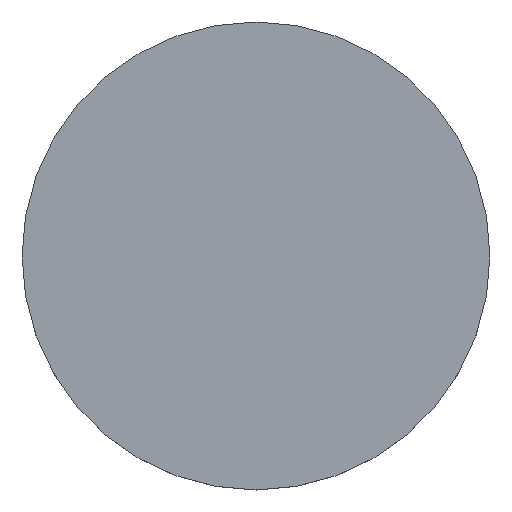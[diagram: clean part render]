
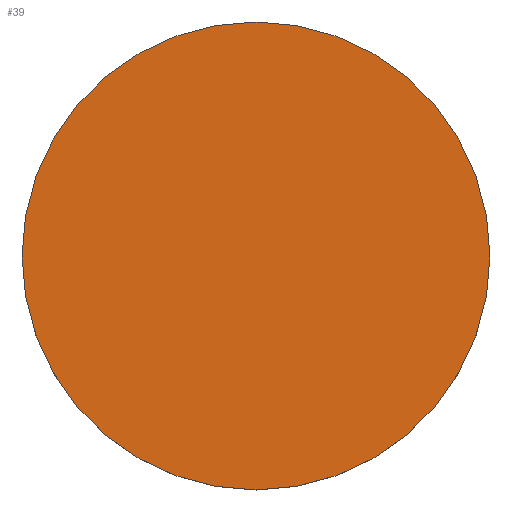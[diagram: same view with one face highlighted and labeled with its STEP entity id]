
A CAD part, top view. The second image highlights one B-rep face of the part: STEP entity #39.
In plain terms, the highlighted planar face has unit normal (0, 0, 1).
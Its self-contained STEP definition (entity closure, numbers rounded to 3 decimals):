
#2 = CARTESIAN_POINT ( 'NONE',  ( -12.7, 0., 4.6 ) ) ;
#18 = EDGE_CURVE ( 'NONE', #108, #152, #61, .T. ) ;
#25 = FACE_OUTER_BOUND ( 'NONE', #75, .T. ) ;
#27 = AXIS2_PLACEMENT_3D ( 'NONE', #235, #106, #216 ) ;
#39 = ADVANCED_FACE ( 'NONE', ( #25 ), #179, .T. ) ;
#47 = AXIS2_PLACEMENT_3D ( 'NONE', #210, #232, #211 ) ;
#61 = CIRCLE ( 'NONE', #27, 12.7 ) ;
#63 = EDGE_CURVE ( 'NONE', #152, #108, #165, .T. ) ;
#66 = CARTESIAN_POINT ( 'NONE',  ( 0., 0., 4.6 ) ) ;
#75 = EDGE_LOOP ( 'NONE', ( #184, #150 ) ) ;
#80 = AXIS2_PLACEMENT_3D ( 'NONE', #66, #181, #105 ) ;
#105 = DIRECTION ( 'NONE',  ( 1., 0., 0. ) ) ;
#106 = DIRECTION ( 'NONE',  ( 0., 0., -1. ) ) ;
#108 = VERTEX_POINT ( 'NONE', #2 ) ;
#145 = CARTESIAN_POINT ( 'NONE',  ( 12.7, 0., 4.6 ) ) ;
#150 = ORIENTED_EDGE ( 'NONE', *, *, #18, .F. ) ;
#152 = VERTEX_POINT ( 'NONE', #145 ) ;
#165 = CIRCLE ( 'NONE', #80, 12.7 ) ;
#179 = PLANE ( 'NONE',  #47 ) ;
#181 = DIRECTION ( 'NONE',  ( 0., 0., -1. ) ) ;
#184 = ORIENTED_EDGE ( 'NONE', *, *, #63, .F. ) ;
#210 = CARTESIAN_POINT ( 'NONE',  ( 0., 26.112, 4.6 ) ) ;
#211 = DIRECTION ( 'NONE',  ( 1., 0., 0. ) ) ;
#216 = DIRECTION ( 'NONE',  ( 1., 0., 0. ) ) ;
#232 = DIRECTION ( 'NONE',  ( 0., 0., 1. ) ) ;
#235 = CARTESIAN_POINT ( 'NONE',  ( 0., 0., 4.6 ) ) ;
